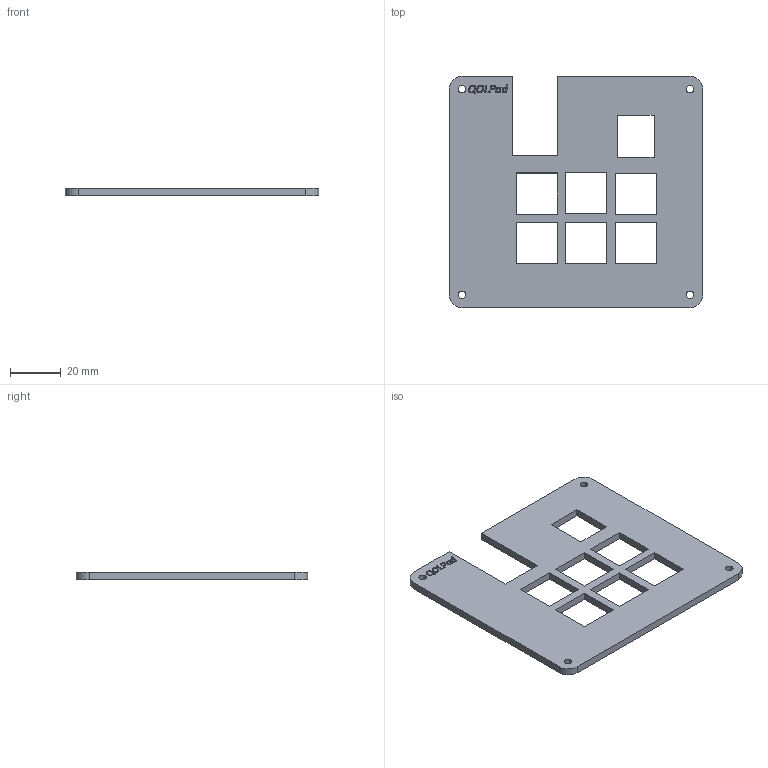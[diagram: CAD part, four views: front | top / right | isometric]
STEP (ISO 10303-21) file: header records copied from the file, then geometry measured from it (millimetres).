
FILE_DESCRIPTION(('FreeCAD Model'),'2;1');
FILE_NAME('Open CASCADE Shape Model','2025-02-19T14:36:28',(''),(''), 'Open CASCADE STEP processor 7.8','FreeCAD','Unknown');
FILE_SCHEMA(('AUTOMOTIVE_DESIGN { 1 0 10303 214 1 1 1 1 }'));
Length unit declared in the file: millimetre
Products named in the file (1): Body
Bounding box: 99.42 x 90.75 x 3 mm (x, y, z)
Volume: 19858.4 mm3; surface area: 16140.4 mm2
Topology: 1 solids, 1 shells, 320 faces, 921 edges, 614 vertices
Faces by surface type: extrusion 244, plane 68, cylinder 8
Full cylindrical faces by diameter (mm): 3 x4
Entity records: 10835 total; most frequent: CARTESIAN_POINT 3320, ORIENTED_EDGE 1842, EDGE_CURVE 921, DIRECTION 847, B_SPLINE_CURVE_WITH_KNOTS 732, VECTOR 661, VERTEX_POINT 614, LINE 417
